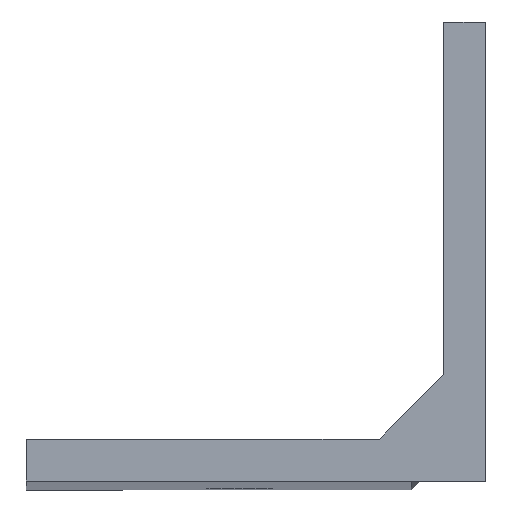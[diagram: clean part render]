
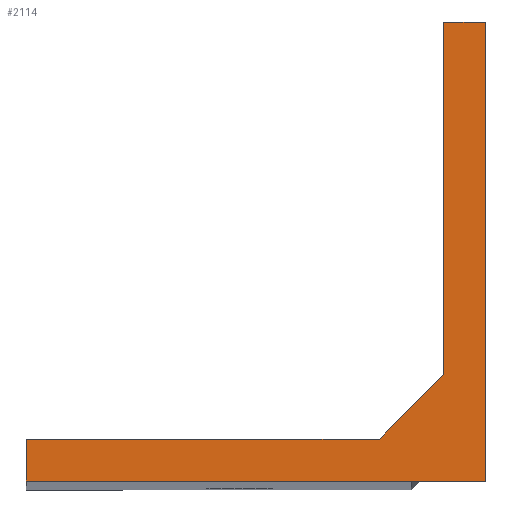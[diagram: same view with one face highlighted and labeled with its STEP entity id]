
A CAD part, top view. The second image highlights one B-rep face of the part: STEP entity #2114.
In plain terms, the highlighted planar face has unit normal (0, 0, 1).
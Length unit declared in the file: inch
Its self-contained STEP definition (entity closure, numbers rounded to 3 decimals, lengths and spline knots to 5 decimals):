
#108 = CARTESIAN_POINT ( 'NONE',  ( 0., 0., 9.83 ) ) ;
#184 = VERTEX_POINT ( 'NONE', #108 ) ;
#325 = CARTESIAN_POINT ( 'NONE',  ( -0.20284, 0.08, 9.83 ) ) ;
#683 = CARTESIAN_POINT ( 'NONE',  ( -0.875, 0.08, 9.83 ) ) ;
#789 = VERTEX_POINT ( 'NONE', #6568 ) ;
#796 = EDGE_CURVE ( 'NONE', #2945, #184, #5007, .T. ) ;
#1220 = ORIENTED_EDGE ( 'NONE', *, *, #2380, .T. ) ;
#1241 = VECTOR ( 'NONE', #8619, 39.37008 ) ;
#1533 = FACE_OUTER_BOUND ( 'NONE', #1726, .T. ) ;
#1700 = CARTESIAN_POINT ( 'NONE',  ( -0.875, 0.08, 9.83 ) ) ;
#1726 = EDGE_LOOP ( 'NONE', ( #5712, #4528, #1220, #9288, #7213, #3292, #6873 ) ) ;
#1878 = DIRECTION ( 'NONE',  ( 0., 1., 0. ) ) ;
#1987 = CARTESIAN_POINT ( 'NONE',  ( -0.875, 0., 9.83 ) ) ;
#2114 = ADVANCED_FACE ( 'NONE', ( #1533 ), #3010, .T. ) ;
#2380 = EDGE_CURVE ( 'NONE', #184, #789, #6632, .T. ) ;
#2388 = LINE ( 'NONE', #5572, #4770 ) ;
#2392 = CARTESIAN_POINT ( 'NONE',  ( -0.08, 0.875, 9.83 ) ) ;
#2529 = LINE ( 'NONE', #7274, #4449 ) ;
#2577 = VERTEX_POINT ( 'NONE', #8102 ) ;
#2654 = AXIS2_PLACEMENT_3D ( 'NONE', #5464, #3949, #10333 ) ;
#2926 = VECTOR ( 'NONE', #7459, 39.37008 ) ;
#2945 = VERTEX_POINT ( 'NONE', #1987 ) ;
#3010 = PLANE ( 'NONE',  #2654 ) ;
#3088 = EDGE_CURVE ( 'NONE', #7329, #3867, #6225, .T. ) ;
#3102 = VECTOR ( 'NONE', #9960, 39.37008 ) ;
#3292 = ORIENTED_EDGE ( 'NONE', *, *, #4003, .T. ) ;
#3329 = EDGE_CURVE ( 'NONE', #789, #5411, #4172, .T. ) ;
#3575 = EDGE_CURVE ( 'NONE', #3867, #2945, #2388, .T. ) ;
#3867 = VERTEX_POINT ( 'NONE', #1700 ) ;
#3949 = DIRECTION ( 'NONE',  ( 0., 0., 1. ) ) ;
#4003 = EDGE_CURVE ( 'NONE', #2577, #7329, #5034, .T. ) ;
#4172 = LINE ( 'NONE', #9926, #2926 ) ;
#4223 = CARTESIAN_POINT ( 'NONE',  ( -0.875, 0., 9.83 ) ) ;
#4449 = VECTOR ( 'NONE', #9548, 39.37008 ) ;
#4528 = ORIENTED_EDGE ( 'NONE', *, *, #796, .T. ) ;
#4770 = VECTOR ( 'NONE', #8020, 39.37008 ) ;
#4826 = VECTOR ( 'NONE', #1878, 39.37008 ) ;
#5007 = LINE ( 'NONE', #4223, #9161 ) ;
#5034 = LINE ( 'NONE', #7333, #3102 ) ;
#5411 = VERTEX_POINT ( 'NONE', #2392 ) ;
#5464 = CARTESIAN_POINT ( 'NONE',  ( 0., 0., 9.83 ) ) ;
#5572 = CARTESIAN_POINT ( 'NONE',  ( -0.875, 0.08, 9.83 ) ) ;
#5712 = ORIENTED_EDGE ( 'NONE', *, *, #3575, .T. ) ;
#6225 = LINE ( 'NONE', #683, #1241 ) ;
#6568 = CARTESIAN_POINT ( 'NONE',  ( 0., 0.875, 9.83 ) ) ;
#6623 = DIRECTION ( 'NONE',  ( 1., 0., 0. ) ) ;
#6632 = LINE ( 'NONE', #9836, #4826 ) ;
#6873 = ORIENTED_EDGE ( 'NONE', *, *, #3088, .T. ) ;
#7213 = ORIENTED_EDGE ( 'NONE', *, *, #10250, .T. ) ;
#7274 = CARTESIAN_POINT ( 'NONE',  ( -0.08, 0.20284, 9.83 ) ) ;
#7329 = VERTEX_POINT ( 'NONE', #325 ) ;
#7333 = CARTESIAN_POINT ( 'NONE',  ( -0.20284, 0.08, 9.83 ) ) ;
#7459 = DIRECTION ( 'NONE',  ( -1., 0., 0. ) ) ;
#8020 = DIRECTION ( 'NONE',  ( 0., -1., 0. ) ) ;
#8102 = CARTESIAN_POINT ( 'NONE',  ( -0.08, 0.20284, 9.83 ) ) ;
#8619 = DIRECTION ( 'NONE',  ( -1., 0., 0. ) ) ;
#9161 = VECTOR ( 'NONE', #6623, 39.37008 ) ;
#9288 = ORIENTED_EDGE ( 'NONE', *, *, #3329, .T. ) ;
#9548 = DIRECTION ( 'NONE',  ( 0., -1., 0. ) ) ;
#9836 = CARTESIAN_POINT ( 'NONE',  ( 0., 0.875, 9.83 ) ) ;
#9926 = CARTESIAN_POINT ( 'NONE',  ( -0.08, 0.875, 9.83 ) ) ;
#9960 = DIRECTION ( 'NONE',  ( -0.707, -0.707, 0. ) ) ;
#10250 = EDGE_CURVE ( 'NONE', #5411, #2577, #2529, .T. ) ;
#10333 = DIRECTION ( 'NONE',  ( 1., 0., 0. ) ) ;
